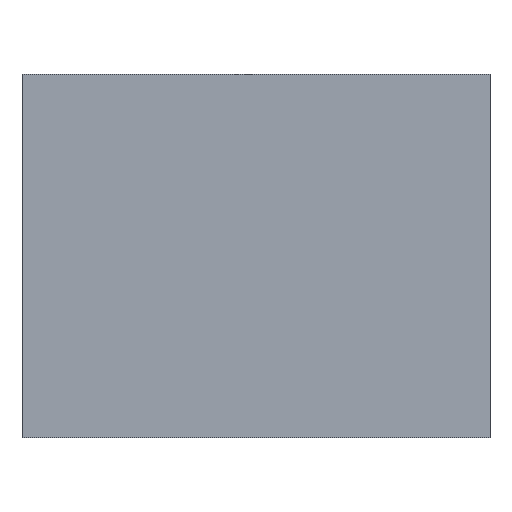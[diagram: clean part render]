
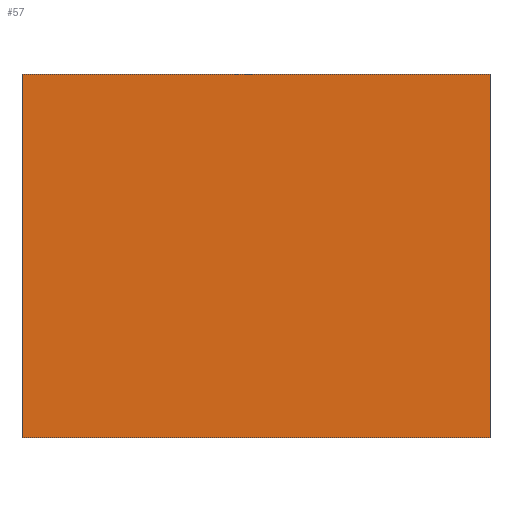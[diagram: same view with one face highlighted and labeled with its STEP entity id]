
A CAD part, left-side view. The second image highlights one B-rep face of the part: STEP entity #57.
In plain terms, the highlighted planar face has unit normal (-1, 0, 0).
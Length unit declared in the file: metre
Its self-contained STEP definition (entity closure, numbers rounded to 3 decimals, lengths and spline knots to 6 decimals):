
#57=ADVANCED_FACE('0:5259',(#73),#74,.T.);
#73=FACE_OUTER_BOUND('',#90,.T.);
#74=PLANE('',#91);
#90=EDGE_LOOP('',(#141,#142,#143,#144));
#91=AXIS2_PLACEMENT_3D('',#145,#146,#147);
#141=ORIENTED_EDGE('',*,*,#170,.T.);
#142=ORIENTED_EDGE('',*,*,#173,.F.);
#143=ORIENTED_EDGE('',*,*,#171,.F.);
#144=ORIENTED_EDGE('',*,*,#168,.T.);
#145=CARTESIAN_POINT('',(-0.01,0.0,0.0));
#146=DIRECTION('',(-1.0,-0.0,0.0));
#147=DIRECTION('',(0.0,-1.0,-0.0));
#168=EDGE_CURVE('0:5277',#192,#194,#196,.T.);
#170=EDGE_CURVE('0:5286',#194,#197,#199,.T.);
#171=EDGE_CURVE('0:5292',#192,#200,#201,.T.);
#173=EDGE_CURVE('0:5289',#200,#197,#203,.T.);
#192=VERTEX_POINT('',#232);
#194=VERTEX_POINT('',#235);
#196=LINE('',#238,#239);
#197=VERTEX_POINT('',#240);
#199=LINE('',#243,#244);
#200=VERTEX_POINT('',#245);
#201=LINE('',#246,#247);
#203=LINE('',#250,#251);
#232=CARTESIAN_POINT('',(-0.01,-0.01,0.0));
#235=CARTESIAN_POINT('',(-0.01,-0.01,0.01554));
#238=CARTESIAN_POINT('',(-0.01,-0.01,0.0));
#239=VECTOR('',#264,1.0);
#240=CARTESIAN_POINT('',(-0.01,0.01,0.01554));
#243=CARTESIAN_POINT('',(-0.01,-0.01,0.01554));
#244=VECTOR('',#266,1.0);
#245=CARTESIAN_POINT('',(-0.01,0.01,0.0));
#246=CARTESIAN_POINT('',(-0.01,-0.01,0.0));
#247=VECTOR('',#267,1.0);
#250=CARTESIAN_POINT('',(-0.01,0.01,0.0));
#251=VECTOR('',#269,1.0);
#264=DIRECTION('',(0.0,0.0,1.0));
#266=DIRECTION('',(0.0,1.0,0.0));
#267=DIRECTION('',(0.0,1.0,0.0));
#269=DIRECTION('',(0.0,0.0,1.0));
